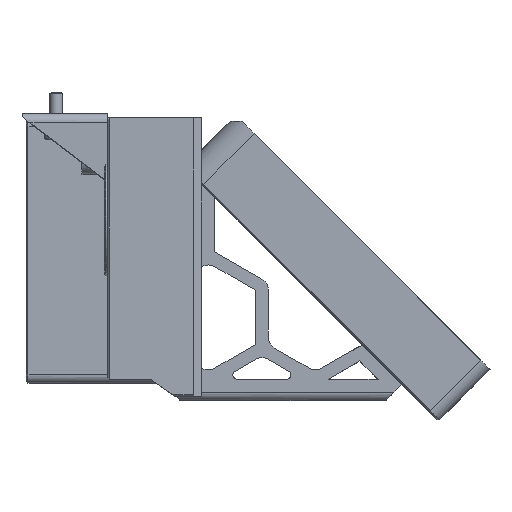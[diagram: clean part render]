
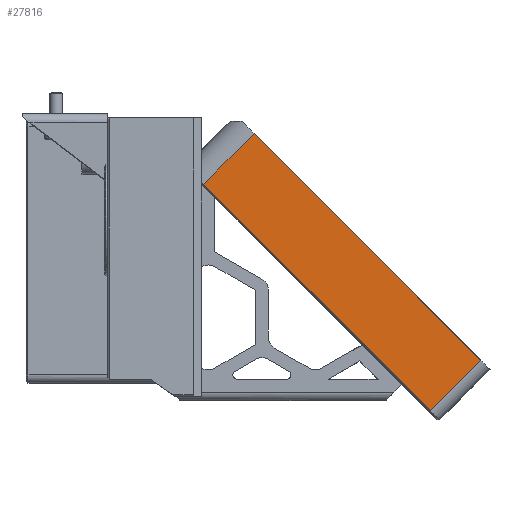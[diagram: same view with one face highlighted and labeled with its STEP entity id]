
A CAD part, left-side view. The second image highlights one B-rep face of the part: STEP entity #27816.
In plain terms, the highlighted planar face has unit normal (-1, 0, 0).
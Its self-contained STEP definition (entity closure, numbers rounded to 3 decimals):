
#3743=FACE_OUTER_BOUND('',#5393,.T.);
#5393=EDGE_LOOP('',(#23716,#23717,#23718,#23719));
#7689=LINE('',#49110,#10240);
#7699=LINE('',#49178,#10250);
#7706=LINE('',#49198,#10257);
#7707=LINE('',#49199,#10258);
#10240=VECTOR('',#36754,10.);
#10250=VECTOR('',#36782,10.);
#10257=VECTOR('',#36797,10.);
#10258=VECTOR('',#36798,10.);
#12867=VERTEX_POINT('',#49107);
#12868=VERTEX_POINT('',#49109);
#12885=VERTEX_POINT('',#49177);
#12894=VERTEX_POINT('',#49197);
#16565=EDGE_CURVE('',#12867,#12868,#7689,.T.);
#16585=EDGE_CURVE('',#12868,#12885,#7699,.T.);
#16595=EDGE_CURVE('',#12894,#12867,#7706,.T.);
#16596=EDGE_CURVE('',#12885,#12894,#7707,.T.);
#23716=ORIENTED_EDGE('',*,*,#16565,.F.);
#23717=ORIENTED_EDGE('',*,*,#16595,.F.);
#23718=ORIENTED_EDGE('',*,*,#16596,.F.);
#23719=ORIENTED_EDGE('',*,*,#16585,.F.);
#26407=PLANE('',#30242);
#27816=ADVANCED_FACE('',(#3743),#26407,.T.);
#30242=AXIS2_PLACEMENT_3D('',#49196,#36795,#36796);
#36754=DIRECTION('',(0.,-0.5,0.866));
#36782=DIRECTION('',(0.,-0.866,-0.5));
#36795=DIRECTION('center_axis',(-1.,0.,0.));
#36796=DIRECTION('ref_axis',(0.,-0.866,-0.5));
#36797=DIRECTION('',(0.,0.866,0.5));
#36798=DIRECTION('',(0.,0.5,-0.866));
#49107=CARTESIAN_POINT('',(62.562,-27.041,-84.358));
#49109=CARTESIAN_POINT('',(62.562,-35.391,-69.895));
#49110=CARTESIAN_POINT('',(62.562,-26.841,-84.704));
#49177=CARTESIAN_POINT('',(62.562,-100.169,-107.295));
#49178=CARTESIAN_POINT('',(62.562,-48.424,-77.42));
#49196=CARTESIAN_POINT('Origin',(62.562,-21.818,-81.804));
#49197=CARTESIAN_POINT('',(62.562,-91.819,-121.758));
#49198=CARTESIAN_POINT('',(62.562,-22.76,-81.886));
#49199=CARTESIAN_POINT('',(62.562,-91.619,-122.104));
